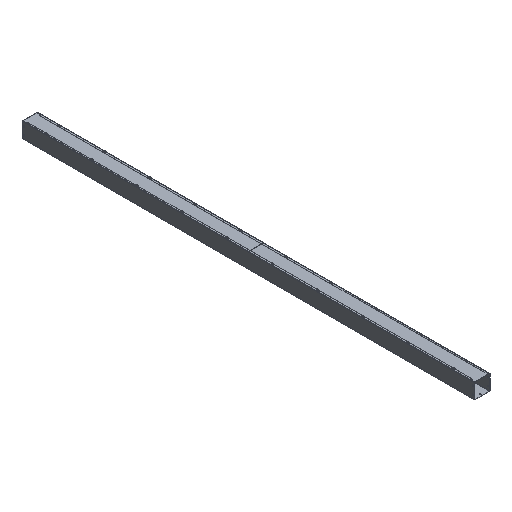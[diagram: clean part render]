
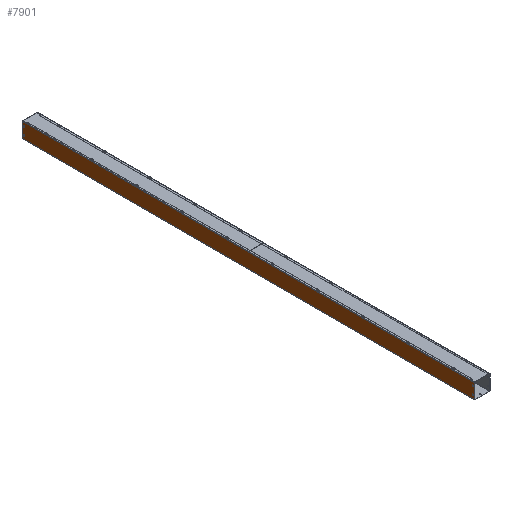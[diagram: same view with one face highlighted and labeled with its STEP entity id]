
A CAD part, isometric view. The second image highlights one B-rep face of the part: STEP entity #7901.
In plain terms, the highlighted planar face has unit normal (-1, 0, 0).
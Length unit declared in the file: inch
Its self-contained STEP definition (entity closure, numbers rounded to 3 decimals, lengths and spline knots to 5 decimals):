
#27 = AXIS2_PLACEMENT_3D ( 'NONE', #14827, #8998, #22191 ) ;
#382 = CARTESIAN_POINT ( 'NONE',  ( -2.057, 59.5, 3.057 ) ) ;
#405 = VERTEX_POINT ( 'NONE', #16962 ) ;
#923 = DIRECTION ( 'NONE',  ( 0., 0., 1. ) ) ;
#1172 = DIRECTION ( 'NONE',  ( 1., 0., 0. ) ) ;
#1368 = CARTESIAN_POINT ( 'NONE',  ( -2.057, -59.5, 0.867 ) ) ;
#1981 = VECTOR ( 'NONE', #2441, 39.37008 ) ;
#2338 = CIRCLE ( 'NONE', #24579, 0.133 ) ;
#2374 = EDGE_CURVE ( 'NONE', #13975, #22448, #6109, .T. ) ;
#2398 = DIRECTION ( 'NONE',  ( 0., 0., 1. ) ) ;
#2405 = FACE_BOUND ( 'NONE', #7605, .T. ) ;
#2441 = DIRECTION ( 'NONE',  ( 0., 1., 0. ) ) ;
#2562 = ORIENTED_EDGE ( 'NONE', *, *, #22175, .T. ) ;
#2583 = VECTOR ( 'NONE', #923, 39.37008 ) ;
#2645 = FACE_BOUND ( 'NONE', #7634, .T. ) ;
#2954 = AXIS2_PLACEMENT_3D ( 'NONE', #14602, #3301, #22456 ) ;
#2987 = VERTEX_POINT ( 'NONE', #19240 ) ;
#3301 = DIRECTION ( 'NONE',  ( 1., 0., 0. ) ) ;
#3500 = AXIS2_PLACEMENT_3D ( 'NONE', #17191, #19185, #23173 ) ;
#3966 = DIRECTION ( 'NONE',  ( 0., 0., -1. ) ) ;
#4002 = LINE ( 'NONE', #13298, #12601 ) ;
#4013 = ORIENTED_EDGE ( 'NONE', *, *, #17539, .T. ) ;
#4022 = CIRCLE ( 'NONE', #27, 0.133 ) ;
#4154 = PLANE ( 'NONE',  #3500 ) ;
#4197 = EDGE_CURVE ( 'NONE', #9155, #2987, #20316, .T. ) ;
#5077 = ORIENTED_EDGE ( 'NONE', *, *, #12974, .T. ) ;
#5515 = AXIS2_PLACEMENT_3D ( 'NONE', #22565, #18451, #20561 ) ;
#5829 = AXIS2_PLACEMENT_3D ( 'NONE', #382, #23145, #6114 ) ;
#6015 = VERTEX_POINT ( 'NONE', #20002 ) ;
#6109 = CIRCLE ( 'NONE', #19979, 0.133 ) ;
#6114 = DIRECTION ( 'NONE',  ( 0., 0., 1. ) ) ;
#6231 = DIRECTION ( 'NONE',  ( 1., 0., 0. ) ) ;
#6387 = FACE_BOUND ( 'NONE', #7679, .T. ) ;
#6652 = VERTEX_POINT ( 'NONE', #9779 ) ;
#6778 = CARTESIAN_POINT ( 'NONE',  ( -2.057, -60., 0.057 ) ) ;
#7065 = ORIENTED_EDGE ( 'NONE', *, *, #21086, .F. ) ;
#7605 = EDGE_LOOP ( 'NONE', ( #17675, #23708 ) ) ;
#7634 = EDGE_LOOP ( 'NONE', ( #9675, #17581 ) ) ;
#7679 = EDGE_LOOP ( 'NONE', ( #12552, #16339 ) ) ;
#7901 = ADVANCED_FACE ( 'NONE', ( #15572, #6387, #2405, #19672, #2645 ), #4154, .T. ) ;
#8005 = VERTEX_POINT ( 'NONE', #10224 ) ;
#8409 = CARTESIAN_POINT ( 'NONE',  ( -2.057, -60., 0.086 ) ) ;
#8624 = VERTEX_POINT ( 'NONE', #19490 ) ;
#8669 = AXIS2_PLACEMENT_3D ( 'NONE', #15781, #6231, #13542 ) ;
#8724 = CARTESIAN_POINT ( 'NONE',  ( -2.057, -59.5, 3.057 ) ) ;
#8998 = DIRECTION ( 'NONE',  ( 1., 0., 0. ) ) ;
#9155 = VERTEX_POINT ( 'NONE', #14551 ) ;
#9675 = ORIENTED_EDGE ( 'NONE', *, *, #13350, .T. ) ;
#9779 = CARTESIAN_POINT ( 'NONE',  ( -2.057, -59.5, 2.924 ) ) ;
#10050 = EDGE_CURVE ( 'NONE', #22448, #13975, #2338, .T. ) ;
#10075 = CARTESIAN_POINT ( 'NONE',  ( -2.057, 59.5, 0.867 ) ) ;
#10205 = EDGE_CURVE ( 'NONE', #6652, #6015, #16210, .T. ) ;
#10224 = CARTESIAN_POINT ( 'NONE',  ( -2.057, 59.5, 2.924 ) ) ;
#10377 = CARTESIAN_POINT ( 'NONE',  ( -2.057, -59.5, 1. ) ) ;
#10388 = ORIENTED_EDGE ( 'NONE', *, *, #4197, .T. ) ;
#10650 = CIRCLE ( 'NONE', #8669, 0.133 ) ;
#11597 = CARTESIAN_POINT ( 'NONE',  ( -2.057, 59.5, 3.19 ) ) ;
#12552 = ORIENTED_EDGE ( 'NONE', *, *, #10050, .T. ) ;
#12601 = VECTOR ( 'NONE', #19034, 39.37008 ) ;
#12786 = DIRECTION ( 'NONE',  ( 0., 0., 1. ) ) ;
#12974 = EDGE_CURVE ( 'NONE', #8624, #17186, #23348, .T. ) ;
#13268 = CIRCLE ( 'NONE', #2954, 0.133 ) ;
#13298 = CARTESIAN_POINT ( 'NONE',  ( -2.057, 60., 3.971 ) ) ;
#13350 = EDGE_CURVE ( 'NONE', #18164, #8005, #13268, .T. ) ;
#13542 = DIRECTION ( 'NONE',  ( 0., 0., 1. ) ) ;
#13975 = VERTEX_POINT ( 'NONE', #1368 ) ;
#13986 = EDGE_CURVE ( 'NONE', #6015, #6652, #23653, .T. ) ;
#14339 = DIRECTION ( 'NONE',  ( 0., 0., 1. ) ) ;
#14537 = EDGE_LOOP ( 'NONE', ( #4013, #2562 ) ) ;
#14551 = CARTESIAN_POINT ( 'NONE',  ( -2.057, -60., 0.086 ) ) ;
#14602 = CARTESIAN_POINT ( 'NONE',  ( -2.057, 59.5, 3.057 ) ) ;
#14827 = CARTESIAN_POINT ( 'NONE',  ( -2.057, 59.5, 1. ) ) ;
#15173 = VERTEX_POINT ( 'NONE', #10075 ) ;
#15196 = EDGE_CURVE ( 'NONE', #8005, #18164, #22908, .T. ) ;
#15447 = CARTESIAN_POINT ( 'NONE',  ( -2.057, -59.5, 1. ) ) ;
#15572 = FACE_OUTER_BOUND ( 'NONE', #22544, .T. ) ;
#15781 = CARTESIAN_POINT ( 'NONE',  ( -2.057, 59.5, 1. ) ) ;
#16210 = CIRCLE ( 'NONE', #5515, 0.133 ) ;
#16339 = ORIENTED_EDGE ( 'NONE', *, *, #2374, .T. ) ;
#16962 = CARTESIAN_POINT ( 'NONE',  ( -2.057, 59.5, 1.133 ) ) ;
#17186 = VERTEX_POINT ( 'NONE', #22316 ) ;
#17191 = CARTESIAN_POINT ( 'NONE',  ( -2.057, 60., 0.047 ) ) ;
#17358 = EDGE_CURVE ( 'NONE', #2987, #8624, #4002, .T. ) ;
#17501 = CARTESIAN_POINT ( 'NONE',  ( -2.057, 60., 0.057 ) ) ;
#17539 = EDGE_CURVE ( 'NONE', #405, #15173, #10650, .T. ) ;
#17581 = ORIENTED_EDGE ( 'NONE', *, *, #15196, .T. ) ;
#17675 = ORIENTED_EDGE ( 'NONE', *, *, #13986, .T. ) ;
#18015 = VECTOR ( 'NONE', #3966, 39.37008 ) ;
#18164 = VERTEX_POINT ( 'NONE', #11597 ) ;
#18451 = DIRECTION ( 'NONE',  ( 1., 0., 0. ) ) ;
#19034 = DIRECTION ( 'NONE',  ( 0., 1., 0. ) ) ;
#19185 = DIRECTION ( 'NONE',  ( -1., 0., 0. ) ) ;
#19240 = CARTESIAN_POINT ( 'NONE',  ( -2.057, -60., 3.971 ) ) ;
#19490 = CARTESIAN_POINT ( 'NONE',  ( -2.057, 60., 3.971 ) ) ;
#19672 = FACE_BOUND ( 'NONE', #14537, .T. ) ;
#19979 = AXIS2_PLACEMENT_3D ( 'NONE', #15447, #23050, #2398 ) ;
#20002 = CARTESIAN_POINT ( 'NONE',  ( -2.057, -59.5, 3.19 ) ) ;
#20316 = LINE ( 'NONE', #6778, #2583 ) ;
#20561 = DIRECTION ( 'NONE',  ( 0., 0., 1. ) ) ;
#21086 = EDGE_CURVE ( 'NONE', #9155, #17186, #21581, .T. ) ;
#21581 = LINE ( 'NONE', #8409, #1981 ) ;
#22175 = EDGE_CURVE ( 'NONE', #15173, #405, #4022, .T. ) ;
#22191 = DIRECTION ( 'NONE',  ( 0., 0., 1. ) ) ;
#22316 = CARTESIAN_POINT ( 'NONE',  ( -2.057, 60., 0.086 ) ) ;
#22448 = VERTEX_POINT ( 'NONE', #24157 ) ;
#22456 = DIRECTION ( 'NONE',  ( 0., 0., 1. ) ) ;
#22518 = DIRECTION ( 'NONE',  ( 1., 0., 0. ) ) ;
#22544 = EDGE_LOOP ( 'NONE', ( #5077, #7065, #10388, #22600 ) ) ;
#22565 = CARTESIAN_POINT ( 'NONE',  ( -2.057, -59.5, 3.057 ) ) ;
#22600 = ORIENTED_EDGE ( 'NONE', *, *, #17358, .T. ) ;
#22908 = CIRCLE ( 'NONE', #5829, 0.133 ) ;
#23050 = DIRECTION ( 'NONE',  ( 1., 0., 0. ) ) ;
#23145 = DIRECTION ( 'NONE',  ( 1., 0., 0. ) ) ;
#23173 = DIRECTION ( 'NONE',  ( 0., 0., 1. ) ) ;
#23348 = LINE ( 'NONE', #17501, #18015 ) ;
#23653 = CIRCLE ( 'NONE', #24038, 0.133 ) ;
#23708 = ORIENTED_EDGE ( 'NONE', *, *, #10205, .T. ) ;
#24038 = AXIS2_PLACEMENT_3D ( 'NONE', #8724, #22518, #12786 ) ;
#24157 = CARTESIAN_POINT ( 'NONE',  ( -2.057, -59.5, 1.133 ) ) ;
#24579 = AXIS2_PLACEMENT_3D ( 'NONE', #10377, #1172, #14339 ) ;
